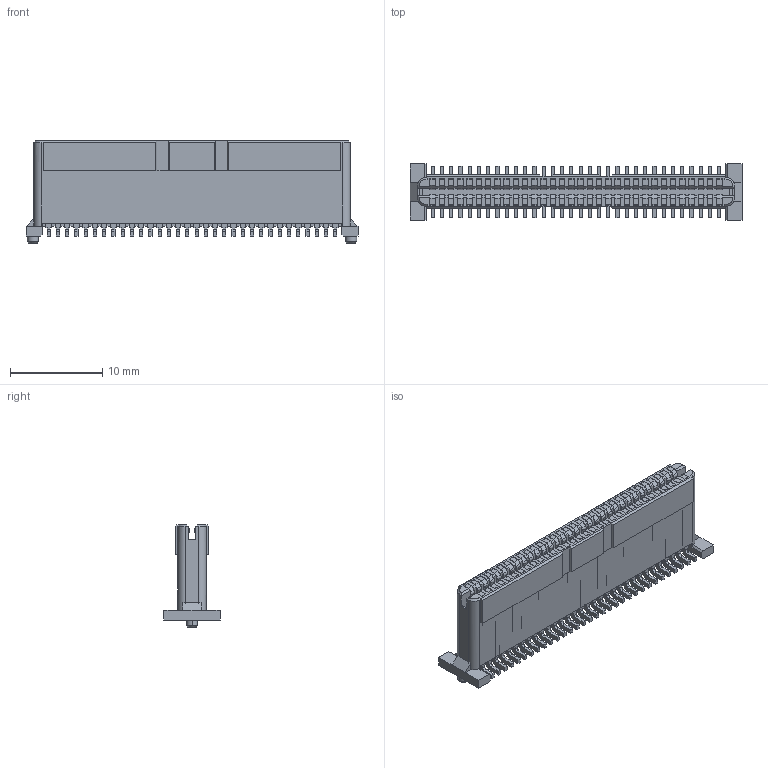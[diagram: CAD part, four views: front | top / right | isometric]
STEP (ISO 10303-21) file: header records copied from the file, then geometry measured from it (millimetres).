
FILE_DESCRIPTION((''),'2;1');
FILE_NAME('MOLEX_71439-2164.stp','2009-02-02T16:24:56',(''),(''),'Mechanical Desktop 2009','Mechanical Desktop 2009',', , ');
FILE_SCHEMA(('AUTOMOTIVE_DESIGN { 1 2 10303 214 1 1 1 1 }'));
Length unit declared in the file: millimetre
Products named in the file (1): Product
Bounding box: 35.9 x 6.1 x 11.1 mm (x, y, z)
Volume: 709.7 mm3; surface area: 3089.1 mm2
Topology: 1 solids, 1 shells, 1966 faces, 6110 edges, 3892 vertices
Faces by surface type: plane 1694, cylinder 264, cone 8
Entity records: 66887 total; most frequent: ORIENTED_EDGE 12220, CARTESIAN_POINT 11989, DIRECTION 10576, EDGE_CURVE 6110, VECTOR 5570, LINE 5570, VERTEX_POINT 3892, AXIS2_PLACEMENT_3D 2503
